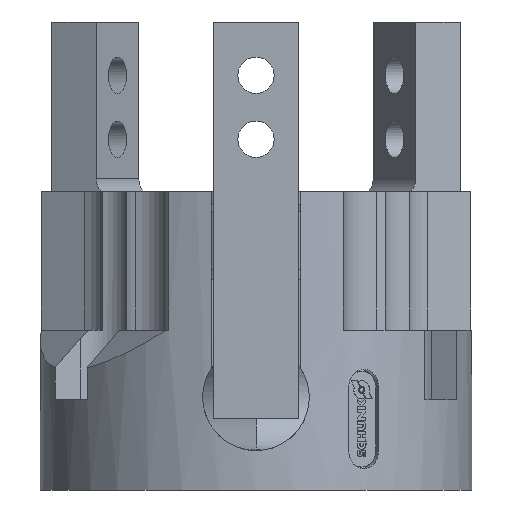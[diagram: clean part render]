
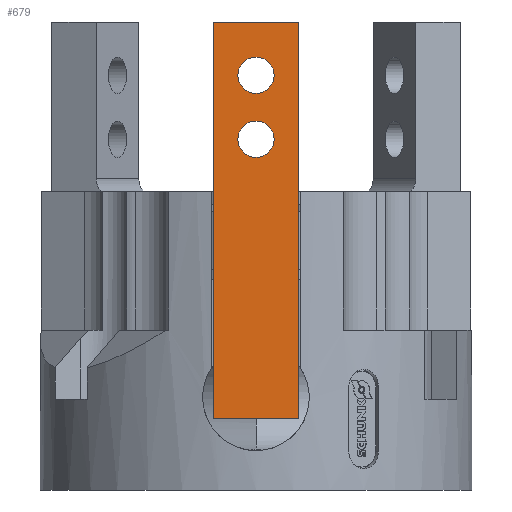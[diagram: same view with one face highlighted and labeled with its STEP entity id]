
A CAD part, left-side view. The second image highlights one B-rep face of the part: STEP entity #679.
In plain terms, the highlighted face is planar.
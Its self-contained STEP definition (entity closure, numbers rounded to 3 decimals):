
#679 = ADVANCED_FACE( '', ( #1362, #1363, #1364 ), #1365, .F. );
#1362 = FACE_BOUND( '', #2017, .T. );
#1363 = FACE_BOUND( '', #2018, .T. );
#1364 = FACE_OUTER_BOUND( '', #2019, .T. );
#1365 = PLANE( '', #2020 );
#2017 = EDGE_LOOP( '', ( #3772 ) );
#2018 = EDGE_LOOP( '', ( #3773 ) );
#2019 = EDGE_LOOP( '', ( #3774, #3775, #3776, #3777 ) );
#2020 = AXIS2_PLACEMENT_3D( '', #3778, #3779, #3780 );
#3772 = ORIENTED_EDGE( '', *, *, #4270, .F. );
#3773 = ORIENTED_EDGE( '', *, *, #4035, .F. );
#3774 = ORIENTED_EDGE( '', *, *, #3889, .T. );
#3775 = ORIENTED_EDGE( '', *, *, #4409, .F. );
#3776 = ORIENTED_EDGE( '', *, *, #4128, .F. );
#3777 = ORIENTED_EDGE( '', *, *, #4144, .T. );
#3778 = CARTESIAN_POINT( '', ( 0., 0., 4. ) );
#3779 = DIRECTION( '', ( 0., 1., 0. ) );
#3780 = DIRECTION( '', ( 0., 0., 1. ) );
#3889 = EDGE_CURVE( '', #4653, #4651, #4654, .T. );
#4035 = EDGE_CURVE( '', #4896, #4896, #4897, .F. );
#4128 = EDGE_CURVE( '', #5048, #5050, #5051, .T. );
#4144 = EDGE_CURVE( '', #5048, #4653, #5074, .T. );
#4270 = EDGE_CURVE( '', #5258, #5258, #5259, .F. );
#4409 = EDGE_CURVE( '', #5050, #4651, #5437, .T. );
#4651 = VERTEX_POINT( '', #5867 );
#4653 = VERTEX_POINT( '', #5870 );
#4654 = LINE( '', #5871, #5872 );
#4896 = VERTEX_POINT( '', #6313 );
#4897 = CIRCLE( '', #6314, 1.7 );
#5048 = VERTEX_POINT( '', #6684 );
#5050 = VERTEX_POINT( '', #6687 );
#5051 = LINE( '', #6688, #6689 );
#5074 = LINE( '', #6720, #6721 );
#5258 = VERTEX_POINT( '', #6979 );
#5259 = CIRCLE( '', #6980, 1.7 );
#5437 = LINE( '', #7224, #7225 );
#5867 = CARTESIAN_POINT( '', ( 37.2, 0., -4. ) );
#5870 = CARTESIAN_POINT( '', ( 0., 0., -4. ) );
#5871 = CARTESIAN_POINT( '', ( 0., 0., -4. ) );
#5872 = VECTOR( '', #7442, 1000. );
#6313 = CARTESIAN_POINT( '', ( 5., 0., 1.7 ) );
#6314 = AXIS2_PLACEMENT_3D( '', #7622, #7623, #7624 );
#6684 = CARTESIAN_POINT( '', ( 0., 0., 4. ) );
#6687 = CARTESIAN_POINT( '', ( 37.2, 0., 4. ) );
#6688 = CARTESIAN_POINT( '', ( 0., 0., 4. ) );
#6689 = VECTOR( '', #7755, 1000. );
#6720 = CARTESIAN_POINT( '', ( 0., 0., 4. ) );
#6721 = VECTOR( '', #7773, 1000. );
#6979 = CARTESIAN_POINT( '', ( 11., 0., 1.7 ) );
#6980 = AXIS2_PLACEMENT_3D( '', #7893, #7894, #7895 );
#7224 = CARTESIAN_POINT( '', ( 37.2, 0., 4. ) );
#7225 = VECTOR( '', #8043, 1000. );
#7442 = DIRECTION( '', ( 1., 0., 0. ) );
#7622 = CARTESIAN_POINT( '', ( 5., 0., 0. ) );
#7623 = DIRECTION( '', ( 0., 1., 0. ) );
#7624 = DIRECTION( '', ( 0., 0., 1. ) );
#7755 = DIRECTION( '', ( 1., 0., 0. ) );
#7773 = DIRECTION( '', ( 0., 0., -1. ) );
#7893 = CARTESIAN_POINT( '', ( 11., 0., 0. ) );
#7894 = DIRECTION( '', ( 0., 1., 0. ) );
#7895 = DIRECTION( '', ( 0., 0., 1. ) );
#8043 = DIRECTION( '', ( 0., 0., -1. ) );
